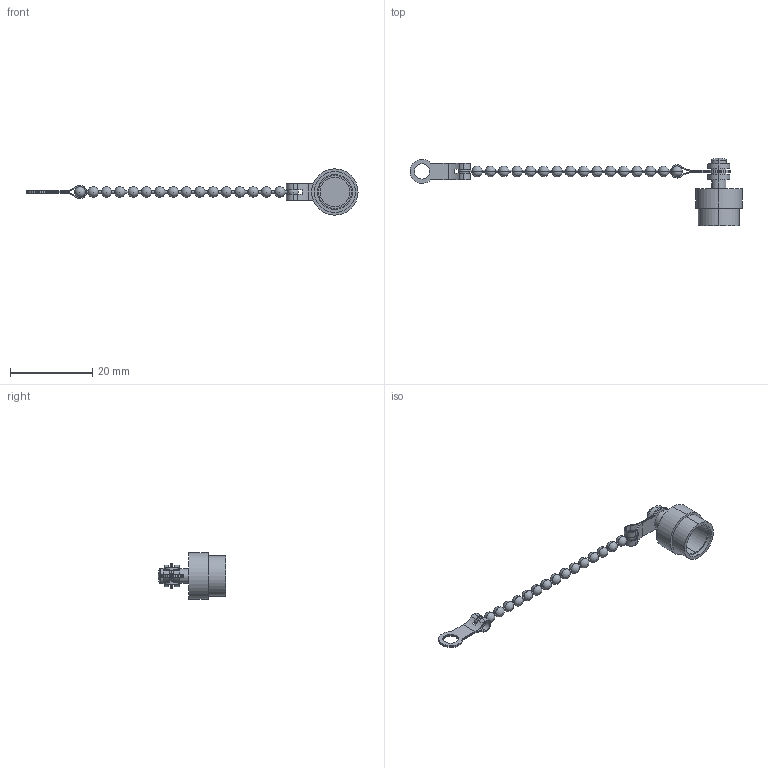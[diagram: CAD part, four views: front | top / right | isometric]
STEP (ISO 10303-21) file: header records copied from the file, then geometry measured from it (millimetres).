
FILE_DESCRIPTION (( 'STEP AP214' ), '1' );
FILE_NAME ('FOC-FCMSC_3D.step', '2026-01-08T21:58:18', ( '' ), ( '' ), 'SwSTEP 2.0', 'SolidWorks 2025', '' );
FILE_SCHEMA (( 'AUTOMOTIVE_DESIGN' ));
Length unit declared in the file: inch
Products named in the file (4): FOC-FCMSC-FC DUST CAP; FOC-FCMSC_3D; FOC-FCMSC-BALL CHAIN; CLIP-BALL CHAIN
Assembly tree (4 placements, depth 2):
  FOC-FCMSC_3D
    FOC-FCMSC-FC DUST CAP
    CLIP-BALL CHAIN  x2
    FOC-FCMSC-BALL CHAIN
Bounding box: 80.68 x 16.4 x 11.25 mm (x, y, z)
Volume: 776.9 mm3; surface area: 1638.1 mm2
Topology: 4 solids, 4 shells, 164 faces, 525 edges, 338 vertices
Faces by surface type: cylinder 98, sphere 34, plane 30, bspline 2
Entity records: 4150 total; most frequent: DIRECTION 817, CARTESIAN_POINT 702, ORIENTED_EDGE 646, AXIS2_PLACEMENT_3D 360, EDGE_CURVE 323, CIRCLE 224, VERTEX_POINT 205, EDGE_LOOP 144
